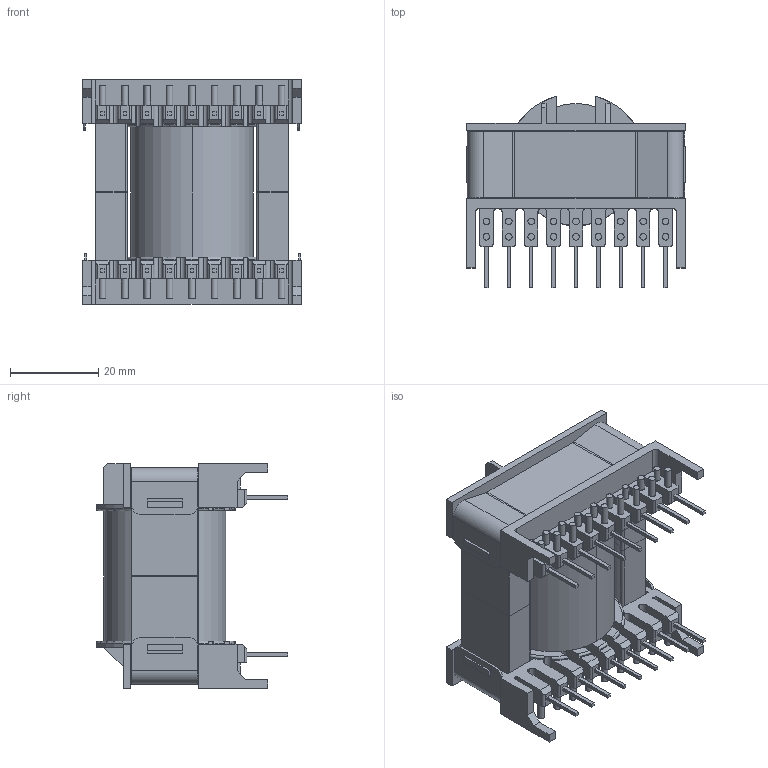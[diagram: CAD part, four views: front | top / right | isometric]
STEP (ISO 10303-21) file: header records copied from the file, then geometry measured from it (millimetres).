
FILE_DESCRIPTION (( 'STEP AP214' ), '1' );
FILE_NAME ('ETD 44.stp', '2021-02-18T13:22:02', ( '' ), ( '' ), 'SwSTEP 2.0', 'SolidWorks 2015', '' );
FILE_SCHEMA (( 'AUTOMOTIVE_DESIGN' ));
Length unit declared in the file: millimetre
Products named in the file (1): ETD 44
Bounding box: 49.6 x 43.41 x 51 mm (x, y, z)
Volume: 44131.2 mm3; surface area: 32206.1 mm2
Topology: 24 solids, 24 shells, 680 faces, 1780 edges, 1160 vertices
Faces by surface type: plane 410, cylinder 242, torus 12, bspline 8, sphere 8
Entity records: 28825 total; most frequent: CARTESIAN_POINT 4181, ORIENTED_EDGE 3528, DIRECTION 3498, EDGE_CURVE 1764, VECTOR 1200, LINE 1200, VERTEX_POINT 1160, AXIS2_PLACEMENT_3D 1149
